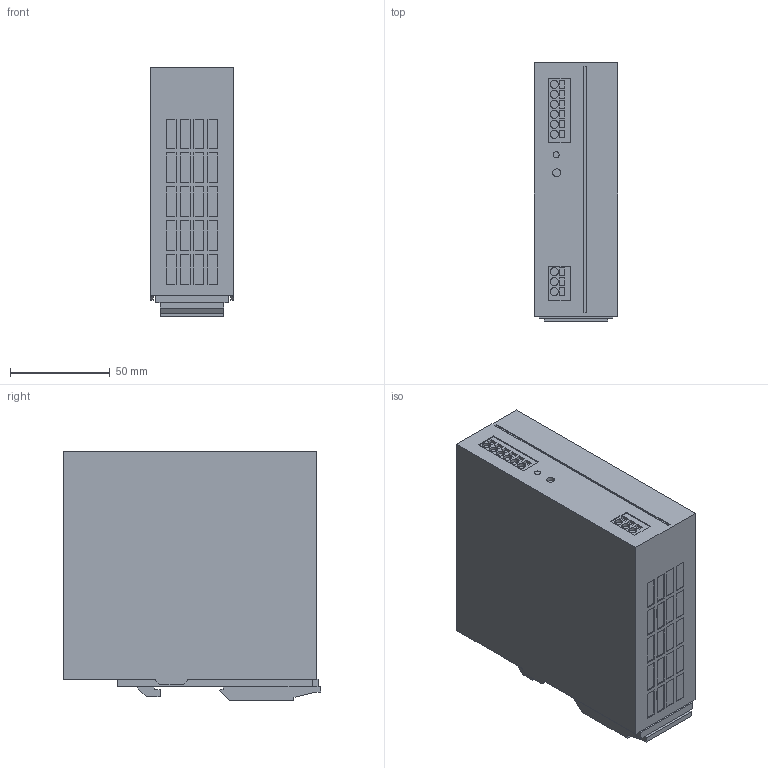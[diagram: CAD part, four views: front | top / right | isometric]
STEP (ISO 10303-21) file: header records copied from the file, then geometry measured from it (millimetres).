
FILE_DESCRIPTION (( 'STEP AP214' ), '1' );
FILE_NAME ('557405.STEP', '2023-01-16T12:29:20', ( '' ), ( '' ), 'SwSTEP 2.0', 'SolidWorks 2018', '' );
FILE_SCHEMA (( 'AUTOMOTIVE_DESIGN' ));
Length unit declared in the file: millimetre
Products named in the file (1): 557405
Bounding box: 42 x 129.3 x 125.2 mm (x, y, z)
Volume: 632016.3 mm3; surface area: 53451.6 mm2
Topology: 1 solids, 1 shells, 347 faces, 836 edges, 556 vertices
Faces by surface type: plane 325, cylinder 22
Entity records: 9956 total; most frequent: CARTESIAN_POINT 1740, ORIENTED_EDGE 1672, DIRECTION 1576, EDGE_CURVE 836, VECTOR 792, LINE 792, VERTEX_POINT 556, EDGE_LOOP 412
